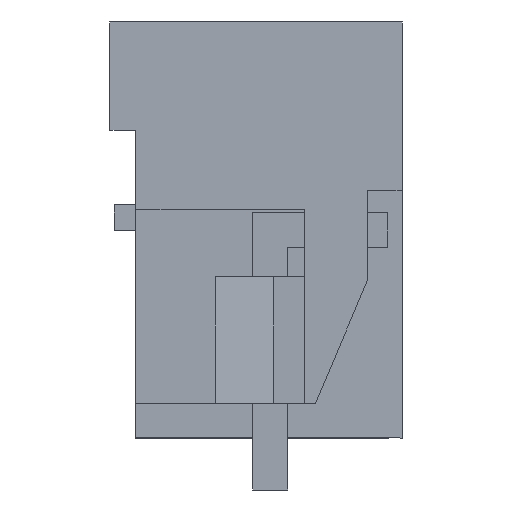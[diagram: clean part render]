
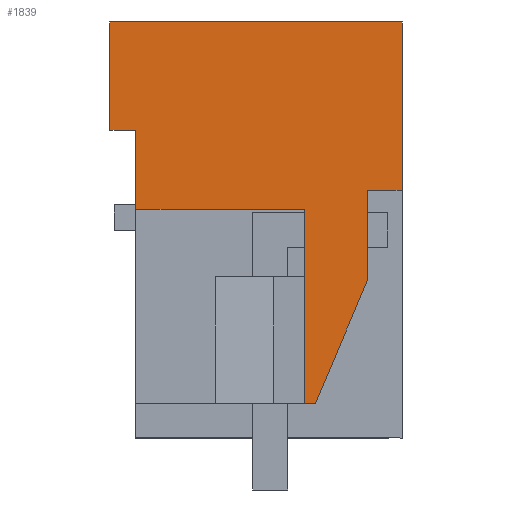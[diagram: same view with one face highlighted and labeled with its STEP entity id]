
A CAD part, left-side view. The second image highlights one B-rep face of the part: STEP entity #1839.
In plain terms, the highlighted planar face has unit normal (-1, 0, 0).
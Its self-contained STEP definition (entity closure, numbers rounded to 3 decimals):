
#1772=AXIS2_PLACEMENT_3D('Plane Axis2P3D',#1769,#1770,#1771) ;
#403=CARTESIAN_POINT('Vertex',(0.,7.68,8.1)) ;
#406=CARTESIAN_POINT('Line Origine',(0.,7.68,9.24)) ;
#410=CARTESIAN_POINT('Vertex',(0.,7.68,10.38)) ;
#1601=CARTESIAN_POINT('Vertex',(0.,2.501,2.5)) ;
#1604=CARTESIAN_POINT('Line Origine',(0.,2.655,2.5)) ;
#1608=CARTESIAN_POINT('Vertex',(0.,2.81,2.5)) ;
#1754=CARTESIAN_POINT('Vertex',(0.,2.81,8.1)) ;
#1757=CARTESIAN_POINT('Line Origine',(0.,5.245,8.1)) ;
#1769=CARTESIAN_POINT('Axis2P3D Location',(0.,8.43,0.)) ;
#1774=CARTESIAN_POINT('Line Origine',(0.,1.752,4.268)) ;
#1778=CARTESIAN_POINT('Vertex',(0.,1.003,6.035)) ;
#1781=CARTESIAN_POINT('Line Origine',(0.,1.003,7.341)) ;
#1785=CARTESIAN_POINT('Vertex',(0.,1.003,8.646)) ;
#1788=CARTESIAN_POINT('Line Origine',(0.,0.501,8.646)) ;
#1792=CARTESIAN_POINT('Vertex',(0.,0.,8.646)) ;
#1795=CARTESIAN_POINT('Line Origine',(0.,0.,11.073)) ;
#1799=CARTESIAN_POINT('Vertex',(0.,0.,13.5)) ;
#1802=CARTESIAN_POINT('Line Origine',(0.,4.215,13.5)) ;
#1806=CARTESIAN_POINT('Vertex',(0.,8.43,13.5)) ;
#1809=CARTESIAN_POINT('Line Origine',(0.,8.43,11.94)) ;
#1813=CARTESIAN_POINT('Vertex',(0.,8.43,10.38)) ;
#1816=CARTESIAN_POINT('Line Origine',(0.,8.055,10.38)) ;
#1821=CARTESIAN_POINT('Line Origine',(0.,2.81,5.3)) ;
#407=DIRECTION('Vector Direction',(0.,0.,-1.)) ;
#1605=DIRECTION('Vector Direction',(0.,1.,0.)) ;
#1758=DIRECTION('Vector Direction',(0.,1.,0.)) ;
#1770=DIRECTION('Axis2P3D Direction',(-1.,0.,0.)) ;
#1771=DIRECTION('Axis2P3D XDirection',(0.,1.,0.)) ;
#1775=DIRECTION('Vector Direction',(0.,0.39,-0.921)) ;
#1782=DIRECTION('Vector Direction',(0.,0.,-1.)) ;
#1789=DIRECTION('Vector Direction',(0.,1.,0.)) ;
#1796=DIRECTION('Vector Direction',(0.,0.,1.)) ;
#1803=DIRECTION('Vector Direction',(0.,1.,0.)) ;
#1810=DIRECTION('Vector Direction',(0.,0.,-1.)) ;
#1817=DIRECTION('Vector Direction',(0.,-1.,0.)) ;
#1822=DIRECTION('Vector Direction',(0.,0.,1.)) ;
#408=VECTOR('Line Direction',#407,1.) ;
#1606=VECTOR('Line Direction',#1605,1.) ;
#1759=VECTOR('Line Direction',#1758,1.) ;
#1776=VECTOR('Line Direction',#1775,1.) ;
#1783=VECTOR('Line Direction',#1782,1.) ;
#1790=VECTOR('Line Direction',#1789,1.) ;
#1797=VECTOR('Line Direction',#1796,1.) ;
#1804=VECTOR('Line Direction',#1803,1.) ;
#1811=VECTOR('Line Direction',#1810,1.) ;
#1818=VECTOR('Line Direction',#1817,1.) ;
#1823=VECTOR('Line Direction',#1822,1.) ;
#1827=ORIENTED_EDGE('',*,*,#1610,.F.) ;
#1828=ORIENTED_EDGE('',*,*,#1780,.F.) ;
#1829=ORIENTED_EDGE('',*,*,#1787,.F.) ;
#1830=ORIENTED_EDGE('',*,*,#1794,.F.) ;
#1831=ORIENTED_EDGE('',*,*,#1801,.T.) ;
#1832=ORIENTED_EDGE('',*,*,#1808,.T.) ;
#1833=ORIENTED_EDGE('',*,*,#1815,.T.) ;
#1834=ORIENTED_EDGE('',*,*,#1820,.T.) ;
#1835=ORIENTED_EDGE('',*,*,#412,.T.) ;
#1836=ORIENTED_EDGE('',*,*,#1761,.F.) ;
#1837=ORIENTED_EDGE('',*,*,#1825,.F.) ;
#1839=ADVANCED_FACE('HOUSING',(#1838),#1773,.T.) ;
#412=EDGE_CURVE('',#411,#404,#409,.T.) ;
#1610=EDGE_CURVE('',#1602,#1609,#1607,.T.) ;
#1761=EDGE_CURVE('',#1755,#404,#1760,.T.) ;
#1780=EDGE_CURVE('',#1779,#1602,#1777,.T.) ;
#1787=EDGE_CURVE('',#1786,#1779,#1784,.T.) ;
#1794=EDGE_CURVE('',#1793,#1786,#1791,.T.) ;
#1801=EDGE_CURVE('',#1793,#1800,#1798,.T.) ;
#1808=EDGE_CURVE('',#1800,#1807,#1805,.T.) ;
#1815=EDGE_CURVE('',#1807,#1814,#1812,.T.) ;
#1820=EDGE_CURVE('',#1814,#411,#1819,.T.) ;
#1825=EDGE_CURVE('',#1609,#1755,#1824,.T.) ;
#1826=EDGE_LOOP('',(#1827,#1828,#1829,#1830,#1831,#1832,#1833,#1834,#1835,#1836,#1837)) ;
#1838=FACE_OUTER_BOUND('',#1826,.T.) ;
#409=LINE('Line',#406,#408) ;
#1607=LINE('Line',#1604,#1606) ;
#1760=LINE('Line',#1757,#1759) ;
#1777=LINE('Line',#1774,#1776) ;
#1784=LINE('Line',#1781,#1783) ;
#1791=LINE('Line',#1788,#1790) ;
#1798=LINE('Line',#1795,#1797) ;
#1805=LINE('Line',#1802,#1804) ;
#1812=LINE('Line',#1809,#1811) ;
#1819=LINE('Line',#1816,#1818) ;
#1824=LINE('Line',#1821,#1823) ;
#1773=PLANE('',#1772) ;
#404=VERTEX_POINT('',#403) ;
#411=VERTEX_POINT('',#410) ;
#1602=VERTEX_POINT('',#1601) ;
#1609=VERTEX_POINT('',#1608) ;
#1755=VERTEX_POINT('',#1754) ;
#1779=VERTEX_POINT('',#1778) ;
#1786=VERTEX_POINT('',#1785) ;
#1793=VERTEX_POINT('',#1792) ;
#1800=VERTEX_POINT('',#1799) ;
#1807=VERTEX_POINT('',#1806) ;
#1814=VERTEX_POINT('',#1813) ;
